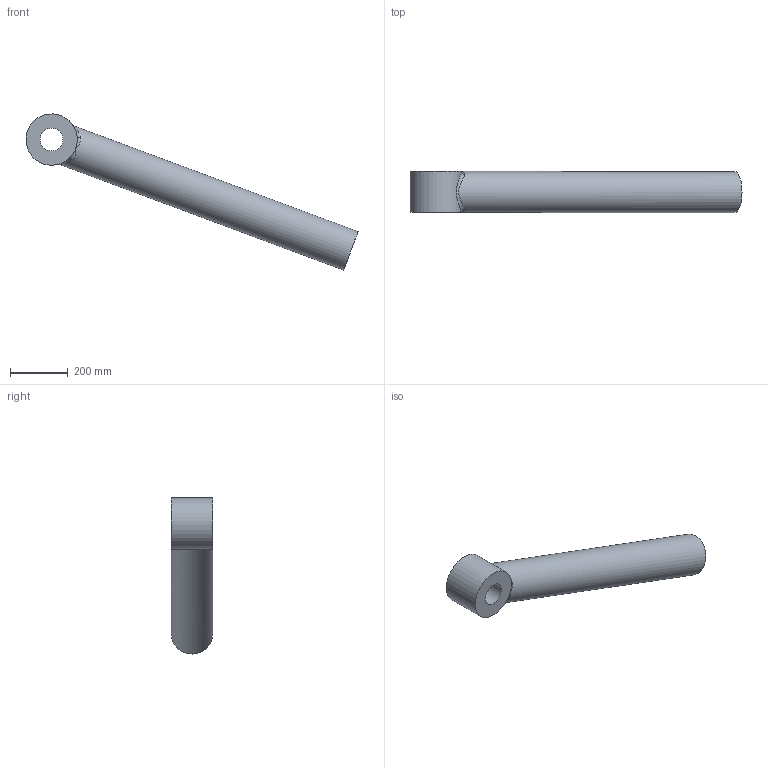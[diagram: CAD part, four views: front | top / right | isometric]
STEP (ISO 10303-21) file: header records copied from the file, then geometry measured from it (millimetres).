
FILE_DESCRIPTION( ( '' ), ' ' );
FILE_NAME( '5836a6f652526810fcad877a.step', '2016-11-24T08:38:15', ( '' ), ( '' ), ' ', ' ', ' ' );
FILE_SCHEMA( ( 'AUTOMOTIVE_DESIGN { 1 0 10303 214 1 1 1 1 }' ) );
Length unit declared in the file: metre
Products named in the file (1): CylinderBucket
Bounding box: 1153.04 x 142.56 x 542.03 mm (x, y, z)
Volume: 11956148 mm3; surface area: 924427.9 mm2
Topology: 1 solids, 1 shells, 14 faces, 30 edges, 15 vertices
Faces by surface type: bspline 6, plane 4, cylinder 4
Full cylindrical faces by diameter (mm): 79.2 x1, 95.04 x1, 142.56 x1
Entity records: 3130 total; most frequent: CARTESIAN_POINT 2757, DIRECTION 48, ORIENTED_EDGE 46, AXIS2_PLACEMENT_3D 24, EDGE_CURVE 23, EDGE_LOOP 20, FACE_OUTER_BOUND 17, VERTEX_POINT 15
